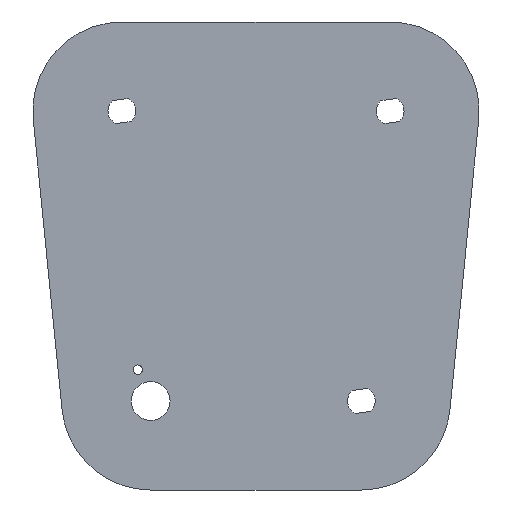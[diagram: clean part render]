
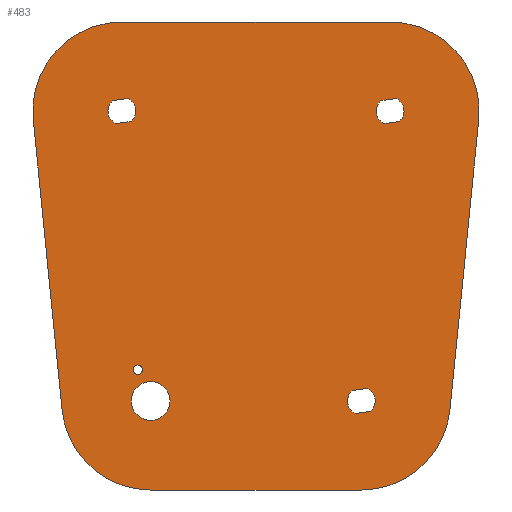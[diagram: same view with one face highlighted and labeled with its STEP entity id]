
A CAD part, front view. The second image highlights one B-rep face of the part: STEP entity #483.
In plain terms, the highlighted planar face has unit normal (0, -1, 0).
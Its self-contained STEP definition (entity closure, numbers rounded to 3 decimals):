
#19=FACE_BOUND('',#88,.T.);
#20=FACE_BOUND('',#89,.T.);
#21=FACE_BOUND('',#90,.T.);
#22=FACE_BOUND('',#91,.T.);
#23=FACE_BOUND('',#92,.T.);
#39=PLANE('',#546);
#63=FACE_OUTER_BOUND('',#87,.T.);
#87=EDGE_LOOP('',(#405,#406,#407,#408,#409,#410,#411,#412));
#88=EDGE_LOOP('',(#413));
#89=EDGE_LOOP('',(#414));
#90=EDGE_LOOP('',(#415,#416,#417,#418));
#91=EDGE_LOOP('',(#419,#420,#421,#422));
#92=EDGE_LOOP('',(#423,#424,#425,#426));
#103=LINE('',#718,#145);
#107=LINE('',#729,#149);
#109=LINE('',#734,#151);
#114=LINE('',#748,#156);
#117=LINE('',#758,#159);
#122=LINE('',#772,#164);
#125=LINE('',#782,#167);
#130=LINE('',#796,#172);
#134=LINE('',#808,#176);
#138=LINE('',#820,#180);
#145=VECTOR('',#577,10.);
#149=VECTOR('',#589,10.);
#151=VECTOR('',#593,10.);
#156=VECTOR('',#606,10.);
#159=VECTOR('',#617,10.);
#164=VECTOR('',#630,10.);
#167=VECTOR('',#641,10.);
#172=VECTOR('',#654,10.);
#176=VECTOR('',#666,10.);
#180=VECTOR('',#678,10.);
#183=CIRCLE('',#501,1.05);
#185=CIRCLE('',#504,4.35);
#187=CIRCLE('',#507,3.125);
#189=CIRCLE('',#511,3.125);
#191=CIRCLE('',#516,3.125);
#193=CIRCLE('',#520,3.125);
#195=CIRCLE('',#524,3.125);
#197=CIRCLE('',#528,3.125);
#199=CIRCLE('',#532,20.);
#201=CIRCLE('',#536,20.);
#203=CIRCLE('',#540,20.);
#205=CIRCLE('',#544,20.);
#207=VERTEX_POINT('',#696);
#209=VERTEX_POINT('',#702);
#211=VERTEX_POINT('',#708);
#212=VERTEX_POINT('',#709);
#215=VERTEX_POINT('',#717);
#217=VERTEX_POINT('',#723);
#219=VERTEX_POINT('',#732);
#220=VERTEX_POINT('',#733);
#223=VERTEX_POINT('',#741);
#225=VERTEX_POINT('',#747);
#227=VERTEX_POINT('',#756);
#228=VERTEX_POINT('',#757);
#231=VERTEX_POINT('',#765);
#233=VERTEX_POINT('',#771);
#235=VERTEX_POINT('',#780);
#236=VERTEX_POINT('',#781);
#239=VERTEX_POINT('',#789);
#241=VERTEX_POINT('',#795);
#243=VERTEX_POINT('',#801);
#245=VERTEX_POINT('',#807);
#247=VERTEX_POINT('',#813);
#249=VERTEX_POINT('',#819);
#251=EDGE_CURVE('',#207,#207,#183,.T.);
#254=EDGE_CURVE('',#209,#209,#185,.T.);
#257=EDGE_CURVE('',#211,#212,#187,.T.);
#261=EDGE_CURVE('',#215,#211,#103,.T.);
#264=EDGE_CURVE('',#217,#215,#189,.T.);
#267=EDGE_CURVE('',#212,#217,#107,.T.);
#269=EDGE_CURVE('',#219,#220,#109,.T.);
#273=EDGE_CURVE('',#223,#219,#191,.T.);
#276=EDGE_CURVE('',#225,#223,#114,.T.);
#279=EDGE_CURVE('',#220,#225,#193,.T.);
#281=EDGE_CURVE('',#227,#228,#117,.T.);
#285=EDGE_CURVE('',#231,#227,#195,.T.);
#288=EDGE_CURVE('',#233,#231,#122,.T.);
#291=EDGE_CURVE('',#228,#233,#197,.T.);
#293=EDGE_CURVE('',#235,#236,#125,.T.);
#297=EDGE_CURVE('',#236,#239,#199,.T.);
#300=EDGE_CURVE('',#239,#241,#130,.T.);
#303=EDGE_CURVE('',#241,#243,#201,.T.);
#306=EDGE_CURVE('',#243,#245,#134,.T.);
#309=EDGE_CURVE('',#245,#247,#203,.T.);
#312=EDGE_CURVE('',#249,#247,#138,.T.);
#315=EDGE_CURVE('',#249,#235,#205,.T.);
#405=ORIENTED_EDGE('',*,*,#315,.T.);
#406=ORIENTED_EDGE('',*,*,#293,.T.);
#407=ORIENTED_EDGE('',*,*,#297,.T.);
#408=ORIENTED_EDGE('',*,*,#300,.T.);
#409=ORIENTED_EDGE('',*,*,#303,.T.);
#410=ORIENTED_EDGE('',*,*,#306,.T.);
#411=ORIENTED_EDGE('',*,*,#309,.T.);
#412=ORIENTED_EDGE('',*,*,#312,.F.);
#413=ORIENTED_EDGE('',*,*,#251,.T.);
#414=ORIENTED_EDGE('',*,*,#254,.T.);
#415=ORIENTED_EDGE('',*,*,#257,.T.);
#416=ORIENTED_EDGE('',*,*,#267,.T.);
#417=ORIENTED_EDGE('',*,*,#264,.T.);
#418=ORIENTED_EDGE('',*,*,#261,.T.);
#419=ORIENTED_EDGE('',*,*,#269,.T.);
#420=ORIENTED_EDGE('',*,*,#279,.T.);
#421=ORIENTED_EDGE('',*,*,#276,.T.);
#422=ORIENTED_EDGE('',*,*,#273,.T.);
#423=ORIENTED_EDGE('',*,*,#281,.T.);
#424=ORIENTED_EDGE('',*,*,#291,.T.);
#425=ORIENTED_EDGE('',*,*,#288,.T.);
#426=ORIENTED_EDGE('',*,*,#285,.T.);
#483=ADVANCED_FACE('',(#63,#19,#20,#21,#22,#23),#39,.T.);
#501=AXIS2_PLACEMENT_3D('',#697,#555,#556);
#504=AXIS2_PLACEMENT_3D('',#703,#562,#563);
#507=AXIS2_PLACEMENT_3D('',#710,#569,#570);
#511=AXIS2_PLACEMENT_3D('',#724,#582,#583);
#516=AXIS2_PLACEMENT_3D('',#742,#599,#600);
#520=AXIS2_PLACEMENT_3D('',#753,#611,#612);
#524=AXIS2_PLACEMENT_3D('',#766,#623,#624);
#528=AXIS2_PLACEMENT_3D('',#777,#635,#636);
#532=AXIS2_PLACEMENT_3D('',#790,#647,#648);
#536=AXIS2_PLACEMENT_3D('',#802,#659,#660);
#540=AXIS2_PLACEMENT_3D('',#814,#671,#672);
#544=AXIS2_PLACEMENT_3D('',#825,#683,#684);
#546=AXIS2_PLACEMENT_3D('',#827,#687,#688);
#555=DIRECTION('center_axis',(0.,1.,0.));
#556=DIRECTION('ref_axis',(1.,0.,0.));
#562=DIRECTION('center_axis',(0.,1.,0.));
#563=DIRECTION('ref_axis',(1.,0.,0.));
#569=DIRECTION('center_axis',(0.,1.,0.));
#570=DIRECTION('ref_axis',(1.,0.,0.));
#577=DIRECTION('',(-0.991,0.,-0.131));
#582=DIRECTION('center_axis',(0.,1.,0.));
#583=DIRECTION('ref_axis',(1.,0.,0.));
#589=DIRECTION('',(0.991,0.,0.131));
#593=DIRECTION('',(-0.991,0.,-0.131));
#599=DIRECTION('center_axis',(0.,1.,0.));
#600=DIRECTION('ref_axis',(1.,0.,0.));
#606=DIRECTION('',(0.991,0.,0.131));
#611=DIRECTION('center_axis',(0.,1.,0.));
#612=DIRECTION('ref_axis',(1.,0.,0.));
#617=DIRECTION('',(-0.991,0.,-0.131));
#623=DIRECTION('center_axis',(0.,1.,0.));
#624=DIRECTION('ref_axis',(1.,0.,0.));
#630=DIRECTION('',(0.991,0.,0.131));
#635=DIRECTION('center_axis',(0.,1.,0.));
#636=DIRECTION('ref_axis',(1.,0.,0.));
#641=DIRECTION('',(0.099,0.,-0.995));
#647=DIRECTION('center_axis',(0.,-1.,0.));
#648=DIRECTION('ref_axis',(1.,0.,0.));
#654=DIRECTION('',(1.,0.,0.));
#659=DIRECTION('center_axis',(0.,-1.,0.));
#660=DIRECTION('ref_axis',(1.,0.,0.));
#666=DIRECTION('',(0.099,0.,0.995));
#671=DIRECTION('center_axis',(0.,-1.,0.));
#672=DIRECTION('ref_axis',(1.,0.,0.));
#678=DIRECTION('',(1.,0.,0.));
#683=DIRECTION('center_axis',(0.,-1.,0.));
#684=DIRECTION('ref_axis',(1.,0.,0.));
#687=DIRECTION('center_axis',(0.,-1.,0.));
#688=DIRECTION('ref_axis',(1.,0.,0.));
#696=CARTESIAN_POINT('',(-27.618,-6.,-28.035));
#697=CARTESIAN_POINT('Origin',(-26.568,-6.,-28.035));
#702=CARTESIAN_POINT('',(-28.005,-6.,-35.067));
#703=CARTESIAN_POINT('Origin',(-23.655,-6.,-35.067));
#708=CARTESIAN_POINT('',(28.735,-6.,27.221));
#709=CARTESIAN_POINT('',(28.056,-6.,32.376));
#710=CARTESIAN_POINT('Origin',(30.115,-6.,30.025));
#717=CARTESIAN_POINT('',(32.173,-6.,27.673));
#718=CARTESIAN_POINT('',(14.407,-6.,25.334));
#723=CARTESIAN_POINT('',(31.494,-6.,32.829));
#724=CARTESIAN_POINT('Origin',(30.115,-6.,30.025));
#729=CARTESIAN_POINT('',(12.009,-6.,30.263));
#732=CARTESIAN_POINT('',(25.713,-6.,-37.419));
#733=CARTESIAN_POINT('',(22.275,-6.,-37.872));
#734=CARTESIAN_POINT('',(15.334,-6.,-38.785));
#741=CARTESIAN_POINT('',(25.034,-6.,-32.263));
#742=CARTESIAN_POINT('Origin',(23.655,-6.,-35.067));
#747=CARTESIAN_POINT('',(21.597,-6.,-32.716));
#748=CARTESIAN_POINT('',(12.936,-6.,-33.856));
#753=CARTESIAN_POINT('Origin',(23.655,-6.,-35.067));
#756=CARTESIAN_POINT('',(-28.056,-6.,27.673));
#757=CARTESIAN_POINT('',(-31.494,-6.,27.221));
#758=CARTESIAN_POINT('',(-16.221,-6.,29.231));
#765=CARTESIAN_POINT('',(-28.735,-6.,32.829));
#766=CARTESIAN_POINT('Origin',(-30.115,-6.,30.025));
#771=CARTESIAN_POINT('',(-32.173,-6.,32.376));
#772=CARTESIAN_POINT('',(-18.619,-6.,34.161));
#777=CARTESIAN_POINT('Origin',(-30.115,-6.,30.025));
#780=CARTESIAN_POINT('',(-50.017,-6.,28.049));
#781=CARTESIAN_POINT('',(-43.557,-6.,-37.043));
#782=CARTESIAN_POINT('',(-50.017,-6.,28.049));
#789=CARTESIAN_POINT('',(-23.655,-6.,-55.067));
#790=CARTESIAN_POINT('Origin',(-23.655,-6.,-35.067));
#795=CARTESIAN_POINT('',(23.655,-6.,-55.067));
#796=CARTESIAN_POINT('',(-23.655,-6.,-55.067));
#801=CARTESIAN_POINT('',(43.557,-6.,-37.043));
#802=CARTESIAN_POINT('Origin',(23.655,-6.,-35.067));
#807=CARTESIAN_POINT('',(50.017,-6.,28.049));
#808=CARTESIAN_POINT('',(43.557,-6.,-37.043));
#813=CARTESIAN_POINT('',(30.115,-6.,50.025));
#814=CARTESIAN_POINT('Origin',(30.115,-6.,30.025));
#819=CARTESIAN_POINT('',(-30.115,-6.,50.025));
#820=CARTESIAN_POINT('',(-30.115,-6.,50.025));
#825=CARTESIAN_POINT('Origin',(-30.115,-6.,30.025));
#827=CARTESIAN_POINT('Origin',(0.,-6.,-2.521));
